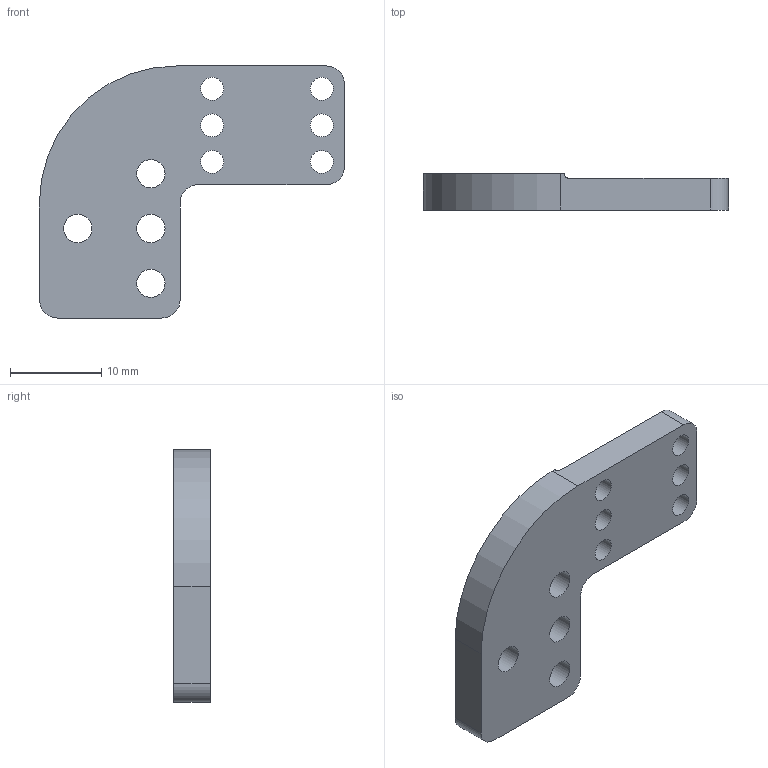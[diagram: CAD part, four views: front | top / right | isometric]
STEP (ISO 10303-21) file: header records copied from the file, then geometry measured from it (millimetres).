
FILE_DESCRIPTION(/* description */ (''),/* implementation_level */ '2;1');
FILE_NAME(/* name */ 'claw_base_v2.step',/* time_stamp */ '2023-01-07T17:03:24+09:00',/* author */ (''),/* organization */ (''),/* preprocessor_version */ 'ST-DEVELOPER v19.2',/* originating_system */ 'Autodesk Translation Framework v11.17.0.187',/* authorisation */ '');
FILE_SCHEMA (('AUTOMOTIVE_DESIGN { 1 0 10303 214 3 1 1 }'));
Length unit declared in the file: millimetre
Products named in the file (1): claw_base
Bounding box: 33.4 x 4 x 27.6 mm (x, y, z)
Volume: 2093.1 mm3; surface area: 1843.2 mm2
Topology: 1 solids, 1 shells, 26 faces, 71 edges, 47 vertices
Faces by surface type: cylinder 17, plane 9
Full cylindrical faces by diameter (mm): 2.5 x6, 3.1 x4
Entity records: 923 total; most frequent: DIRECTION 157, CARTESIAN_POINT 150, ORIENTED_EDGE 142, EDGE_CURVE 71, AXIS2_PLACEMENT_3D 60, VERTEX_POINT 47, EDGE_LOOP 46, LINE 37
